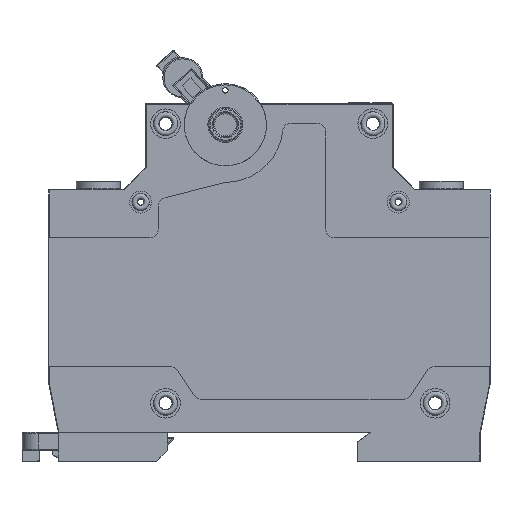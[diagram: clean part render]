
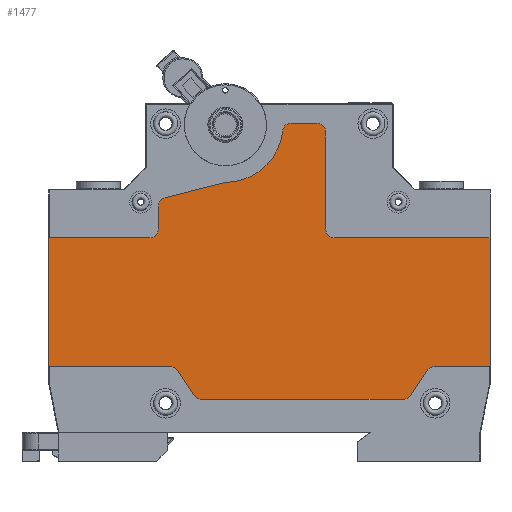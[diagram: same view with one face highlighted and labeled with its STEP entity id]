
A CAD part, front view. The second image highlights one B-rep face of the part: STEP entity #1477.
In plain terms, the highlighted planar face has unit normal (0, -1, 0).
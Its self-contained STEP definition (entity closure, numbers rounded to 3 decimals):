
#1477=ADVANCED_FACE('',(#3083),#3085,.T.);
#3083=FACE_BOUND('',#3084,.T.);
#3084=EDGE_LOOP('',(#12381,#12382,#12383,#12384,#12385,#12386,#12387,#12388,#12389,
#12390,#12391,#12392,#12393,#12394,#12395,#12396,#12397,#12398,#12399,#12400,#12401,
#12402,#12403));
#3085=PLANE('',#3086);
#3086=AXIS2_PLACEMENT_3D('',#3087,#3088,#3089);
#3087=CARTESIAN_POINT('',(0.,0.12,0.));
#3088=DIRECTION('',(0.,-1.,0.));
#3089=DIRECTION('',(1.,0.,0.));
#12381=ORIENTED_EDGE('',*,*,#17593,.F.);
#12382=ORIENTED_EDGE('',*,*,#17578,.T.);
#12383=ORIENTED_EDGE('',*,*,#17575,.T.);
#12384=ORIENTED_EDGE('',*,*,#17573,.T.);
#12385=ORIENTED_EDGE('',*,*,#17571,.T.);
#12386=ORIENTED_EDGE('',*,*,#17569,.T.);
#12387=ORIENTED_EDGE('',*,*,#17567,.T.);
#12388=ORIENTED_EDGE('',*,*,#17565,.T.);
#12389=ORIENTED_EDGE('',*,*,#17563,.T.);
#12390=ORIENTED_EDGE('',*,*,#17561,.T.);
#12391=ORIENTED_EDGE('',*,*,#17544,.F.);
#12392=ORIENTED_EDGE('',*,*,#17757,.T.);
#12393=ORIENTED_EDGE('',*,*,#17758,.T.);
#12394=ORIENTED_EDGE('',*,*,#17759,.T.);
#12395=ORIENTED_EDGE('',*,*,#17760,.T.);
#12396=ORIENTED_EDGE('',*,*,#17761,.T.);
#12397=ORIENTED_EDGE('',*,*,#17762,.T.);
#12398=ORIENTED_EDGE('',*,*,#17763,.T.);
#12399=ORIENTED_EDGE('',*,*,#17764,.T.);
#12400=ORIENTED_EDGE('',*,*,#17765,.T.);
#12401=ORIENTED_EDGE('',*,*,#17766,.T.);
#12402=ORIENTED_EDGE('',*,*,#17767,.T.);
#12403=ORIENTED_EDGE('',*,*,#17768,.T.);
#17544=EDGE_CURVE('',#20146,#20148,#20149,.T.);
#17561=EDGE_CURVE('',#20179,#20148,#20180,.T.);
#17563=EDGE_CURVE('',#20182,#20179,#20183,.T.);
#17565=EDGE_CURVE('',#20185,#20182,#20186,.T.);
#17567=EDGE_CURVE('',#20188,#20185,#20189,.T.);
#17569=EDGE_CURVE('',#20191,#20188,#20192,.T.);
#17571=EDGE_CURVE('',#20194,#20191,#20195,.T.);
#17573=EDGE_CURVE('',#20197,#20194,#20198,.T.);
#17575=EDGE_CURVE('',#20200,#20197,#20201,.T.);
#17578=EDGE_CURVE('',#20205,#20200,#20206,.T.);
#17593=EDGE_CURVE('',#20205,#20234,#20235,.T.);
#17757=EDGE_CURVE('',#20146,#20525,#20527,.T.);
#17758=EDGE_CURVE('',#20525,#20528,#20529,.T.);
#17759=EDGE_CURVE('',#20528,#20530,#20531,.T.);
#17760=EDGE_CURVE('',#20530,#20532,#20533,.T.);
#17761=EDGE_CURVE('',#20532,#20534,#20535,.T.);
#17762=EDGE_CURVE('',#20534,#20536,#20537,.T.);
#17763=EDGE_CURVE('',#20536,#20538,#20539,.T.);
#17764=EDGE_CURVE('',#20538,#20540,#20541,.T.);
#17765=EDGE_CURVE('',#20540,#20542,#20543,.T.);
#17766=EDGE_CURVE('',#20542,#20544,#20545,.T.);
#17767=EDGE_CURVE('',#20544,#20546,#20547,.T.);
#17768=EDGE_CURVE('',#20546,#20234,#20548,.T.);
#20146=VERTEX_POINT('',#24518);
#20148=VERTEX_POINT('',#24522);
#20149=LINE('',#24523,#24524);
#20179=VERTEX_POINT('',#24587);
#20180=LINE('',#24588,#24589);
#20182=VERTEX_POINT('',#24594);
#20183=CIRCLE('',#24595,1.6);
#20185=VERTEX_POINT('',#24602);
#20186=LINE('',#24603,#24604);
#20188=VERTEX_POINT('',#24609);
#20189=CIRCLE('',#24610,1.6);
#20191=VERTEX_POINT('',#24617);
#20192=LINE('',#24618,#24619);
#20194=VERTEX_POINT('',#24624);
#20195=CIRCLE('',#24625,1.6);
#20197=VERTEX_POINT('',#24632);
#20198=LINE('',#24633,#24634);
#20200=VERTEX_POINT('',#24639);
#20201=CIRCLE('',#24640,1.6);
#20205=VERTEX_POINT('',#24652);
#20206=LINE('',#24653,#24654);
#20234=VERTEX_POINT('',#24711);
#20235=LINE('',#24712,#24713);
#20525=VERTEX_POINT('',#25370);
#20527=LINE('',#25374,#25375);
#20528=VERTEX_POINT('',#25377);
#20529=CIRCLE('',#25378,1.6);
#20530=VERTEX_POINT('',#25382);
#20531=LINE('',#25383,#25384);
#20532=VERTEX_POINT('',#25386);
#20533=CIRCLE('',#25387,1.6);
#20534=VERTEX_POINT('',#25391);
#20535=LINE('',#25392,#25393);
#20536=VERTEX_POINT('',#25395);
#20537=CIRCLE('',#25396,1.6);
#20538=VERTEX_POINT('',#25400);
#20539=CIRCLE('',#25401,10.5);
#20540=VERTEX_POINT('',#25405);
#20541=LINE('',#25406,#25407);
#20542=VERTEX_POINT('',#25409);
#20543=CIRCLE('',#25410,1.6);
#20544=VERTEX_POINT('',#25414);
#20545=LINE('',#25415,#25416);
#20546=VERTEX_POINT('',#25418);
#20547=CIRCLE('',#25419,1.6);
#20548=LINE('',#25423,#25424);
#24518=CARTESIAN_POINT('',(200.,0.12,8.52));
#24522=CARTESIAN_POINT('',(200.,0.12,-15.));
#24523=CARTESIAN_POINT('',(200.,0.12,8.52));
#24524=VECTOR('',#24525,1.);
#24525=DIRECTION('',(0.,0.,-1.));
#24587=CARTESIAN_POINT('',(189.856,0.12,-15.));
#24588=CARTESIAN_POINT('',(189.856,0.12,-15.));
#24589=VECTOR('',#24590,1.);
#24590=DIRECTION('',(1.,0.,0.));
#24594=CARTESIAN_POINT('',(188.525,0.12,-15.712));
#24595=AXIS2_PLACEMENT_3D('',#24596,#24597,#24598);
#24596=CARTESIAN_POINT('',(189.856,0.12,-16.6));
#24597=DIRECTION('',(0.,1.,0.));
#24598=DIRECTION('',(-0.832,0.,0.555));
#24602=CARTESIAN_POINT('',(185.475,0.12,-20.288));
#24603=CARTESIAN_POINT('',(185.475,0.12,-20.288));
#24604=VECTOR('',#24605,1.);
#24605=DIRECTION('',(0.555,0.,0.832));
#24609=CARTESIAN_POINT('',(184.144,0.12,-21.));
#24610=AXIS2_PLACEMENT_3D('',#24611,#24612,#24613);
#24611=CARTESIAN_POINT('',(184.144,0.12,-19.4));
#24612=DIRECTION('',(0.,-1.,0.));
#24613=DIRECTION('',(0.,0.,-1.));
#24617=CARTESIAN_POINT('',(147.376,0.12,-21.));
#24618=CARTESIAN_POINT('',(147.376,0.12,-21.));
#24619=VECTOR('',#24620,1.);
#24620=DIRECTION('',(1.,0.,0.));
#24624=CARTESIAN_POINT('',(146.045,0.12,-20.288));
#24625=AXIS2_PLACEMENT_3D('',#24626,#24627,#24628);
#24626=CARTESIAN_POINT('',(147.376,0.12,-19.4));
#24627=DIRECTION('',(0.,-1.,0.));
#24628=DIRECTION('',(-0.832,0.,-0.555));
#24632=CARTESIAN_POINT('',(142.995,0.12,-15.712));
#24633=CARTESIAN_POINT('',(142.995,0.12,-15.712));
#24634=VECTOR('',#24635,1.);
#24635=DIRECTION('',(0.555,0.,-0.832));
#24639=CARTESIAN_POINT('',(141.664,0.12,-15.));
#24640=AXIS2_PLACEMENT_3D('',#24641,#24642,#24643);
#24641=CARTESIAN_POINT('',(141.664,0.12,-16.6));
#24642=DIRECTION('',(0.,1.,0.));
#24643=DIRECTION('',(0.,0.,1.));
#24652=CARTESIAN_POINT('',(119.52,0.12,-15.));
#24653=CARTESIAN_POINT('',(119.52,0.12,-15.));
#24654=VECTOR('',#24655,1.);
#24655=DIRECTION('',(1.,0.,0.));
#24711=CARTESIAN_POINT('',(119.52,0.12,8.52));
#24712=CARTESIAN_POINT('',(119.52,0.12,-15.));
#24713=VECTOR('',#24714,1.);
#24714=DIRECTION('',(0.,0.,1.));
#25370=CARTESIAN_POINT('',(171.6,0.12,8.52));
#25374=CARTESIAN_POINT('',(200.,0.12,8.52));
#25375=VECTOR('',#25376,1.);
#25376=DIRECTION('',(-1.,0.,0.));
#25377=CARTESIAN_POINT('',(170.,0.12,10.12));
#25378=AXIS2_PLACEMENT_3D('',#25379,#25380,#25381);
#25379=CARTESIAN_POINT('',(171.6,0.12,10.12));
#25380=DIRECTION('',(0.,1.,0.));
#25381=DIRECTION('',(0.,0.,-1.));
#25382=CARTESIAN_POINT('',(170.,0.12,27.8));
#25383=CARTESIAN_POINT('',(170.,0.12,10.12));
#25384=VECTOR('',#25385,1.);
#25385=DIRECTION('',(0.,0.,1.));
#25386=CARTESIAN_POINT('',(168.4,0.12,29.4));
#25387=AXIS2_PLACEMENT_3D('',#25388,#25389,#25390);
#25388=CARTESIAN_POINT('',(168.4,0.12,27.8));
#25389=DIRECTION('',(0.,-1.,0.));
#25390=DIRECTION('',(1.,0.,0.));
#25391=CARTESIAN_POINT('',(163.75,0.12,29.4));
#25392=CARTESIAN_POINT('',(168.4,0.12,29.4));
#25393=VECTOR('',#25394,1.);
#25394=DIRECTION('',(-1.,0.,0.));
#25395=CARTESIAN_POINT('',(162.159,0.12,27.973));
#25396=AXIS2_PLACEMENT_3D('',#25397,#25398,#25399);
#25397=CARTESIAN_POINT('',(163.75,0.12,27.8));
#25398=DIRECTION('',(0.,-1.,0.));
#25399=DIRECTION('',(0.,0.,1.));
#25400=CARTESIAN_POINT('',(151.721,0.12,18.607));
#25401=AXIS2_PLACEMENT_3D('',#25402,#25403,#25404);
#25402=CARTESIAN_POINT('',(151.721,0.12,29.107));
#25403=DIRECTION('',(0.,1.,0.));
#25404=DIRECTION('',(0.994,0.,-0.108));
#25405=CARTESIAN_POINT('',(140.728,0.12,15.826));
#25406=CARTESIAN_POINT('',(151.721,0.12,18.607));
#25407=VECTOR('',#25408,1.);
#25408=DIRECTION('',(-0.969,0.,-0.245));
#25409=CARTESIAN_POINT('',(139.52,0.12,14.274));
#25410=AXIS2_PLACEMENT_3D('',#25411,#25412,#25413);
#25411=CARTESIAN_POINT('',(141.12,0.12,14.274));
#25412=DIRECTION('',(0.,-1.,0.));
#25413=DIRECTION('',(-0.245,0.,0.969));
#25414=CARTESIAN_POINT('',(139.52,0.12,10.12));
#25415=CARTESIAN_POINT('',(139.52,0.12,14.274));
#25416=VECTOR('',#25417,1.);
#25417=DIRECTION('',(0.,0.,-1.));
#25418=CARTESIAN_POINT('',(137.92,0.12,8.52));
#25419=AXIS2_PLACEMENT_3D('',#25420,#25421,#25422);
#25420=CARTESIAN_POINT('',(137.92,0.12,10.12));
#25421=DIRECTION('',(0.,1.,0.));
#25422=DIRECTION('',(1.,0.,0.));
#25423=CARTESIAN_POINT('',(137.92,0.12,8.52));
#25424=VECTOR('',#25425,1.);
#25425=DIRECTION('',(-1.,0.,0.));
